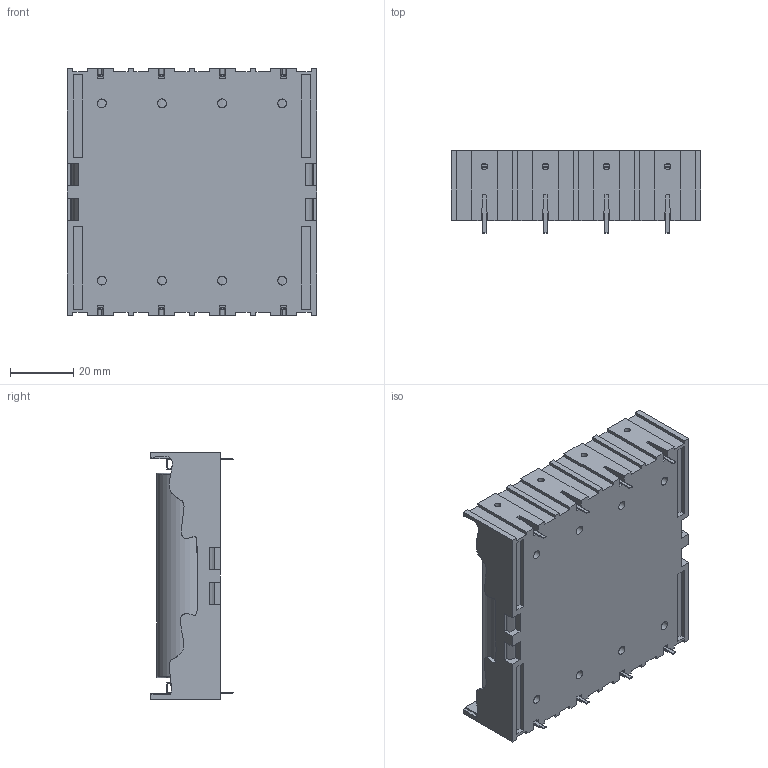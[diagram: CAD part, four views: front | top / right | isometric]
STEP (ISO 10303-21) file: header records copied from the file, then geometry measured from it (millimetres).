
FILE_DESCRIPTION(/* description */ (''),/* implementation_level */ '2;1');
FILE_NAME(/* name */ 'Quad 18650 battery holder.stp',/* time_stamp */ '2015-05-04T09:47:07+02:00',/* author */ (''),/* organization */ (''),/* preprocessor_version */ 'ST-DEVELOPER v16',/* originating_system */ 'Autodesk Translator Framework v4.0.0.4510',/* authorisation */ '');
FILE_SCHEMA (('AUTOMOTIVE_DESIGN { 1 0 10303 214 3 1 1 }'));
Length unit declared in the file: centimetre
Products named in the file (4): Spring holder; Spring; User Library-18650 battery v1; 4 x 18650 battery holder v16
Assembly tree (6 placements, depth 2):
  4 x 18650 battery holder v16
    User Library-18650 battery v1  x4
    Spring
    Spring holder
Bounding box: 79 x 26 x 78 mm (x, y, z)
Volume: 86949.2 mm3; surface area: 47256.7 mm2
Topology: 15 solids, 15 shells, 814 faces, 1892 edges, 1100 vertices
Faces by surface type: cylinder 316, plane 308, sphere 112, torus 76, bspline 2
Full cylindrical faces by diameter (mm): 2 x8, 2.8 x8, 8.5 x4, 13 x8, 18.2 x4
Entity records: 22380 total; most frequent: CARTESIAN_POINT 4140, DIRECTION 4028, ORIENTED_EDGE 3606, EDGE_CURVE 1803, AXIS2_PLACEMENT_3D 1447, LINE 1134, VECTOR 1134, VERTEX_POINT 1055
